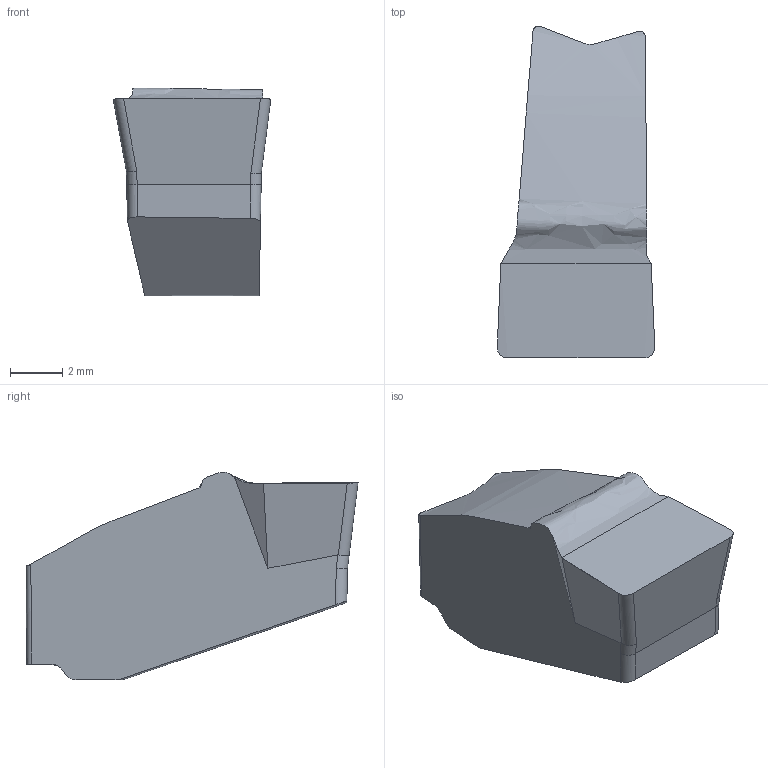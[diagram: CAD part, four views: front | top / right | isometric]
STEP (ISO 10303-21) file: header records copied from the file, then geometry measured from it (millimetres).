
FILE_DESCRIPTION(/* description */ (''),/* implementation_level */ '2;1');
FILE_NAME(/* name */ 'aaa338198_a.stp',/* time_stamp */ '2019-12-03T15:46:58+01:00',/* author */ (''),/* organization */ ('SMS'),/* preprocessor_version */ 'ST-DEVELOPER v16.7',/* originating_system */ 'SIEMENS PLM Software NX 12.0',/* authorisation */ '');
FILE_SCHEMA (('AUTOMOTIVE_DESIGN { 1 0 10303 214 3 1 1 1 }'));
Length unit declared in the file: millimetre
Products named in the file (1): AAA338198_A
Bounding box: 6.01 x 12.66 x 7.92 mm (x, y, z)
Volume: 319.3 mm3; surface area: 301.2 mm2
Topology: 1 solids, 1 shells, 22 faces, 60 edges, 42 vertices
Faces by surface type: plane 10, cylinder 9, bspline 3
Entity records: 6395 total; most frequent: CARTESIAN_POINT 5826, ORIENTED_EDGE 118, DIRECTION 88, EDGE_CURVE 59, VERTEX_POINT 39, AXIS2_PLACEMENT_3D 31, LINE 26, VECTOR 26
